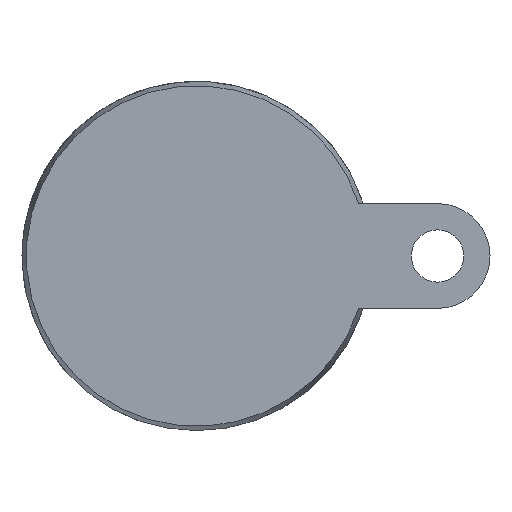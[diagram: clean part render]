
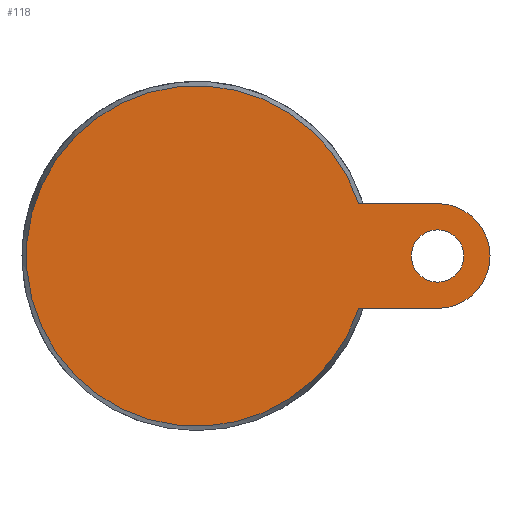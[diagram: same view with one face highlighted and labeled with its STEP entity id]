
A CAD part, front view. The second image highlights one B-rep face of the part: STEP entity #118.
In plain terms, the highlighted planar face has unit normal (0, -1, 0).
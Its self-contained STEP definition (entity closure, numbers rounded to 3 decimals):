
#118 = ADVANCED_FACE( '', ( #257, #258 ), #259, .F. );
#257 = FACE_BOUND( '', #448, .T. );
#258 = FACE_OUTER_BOUND( '', #449, .T. );
#259 = PLANE( '', #450 );
#448 = EDGE_LOOP( '', ( #703 ) );
#449 = EDGE_LOOP( '', ( #704, #705, #706, #707 ) );
#450 = AXIS2_PLACEMENT_3D( '', #708, #709, #710 );
#703 = ORIENTED_EDGE( '', *, *, #936, .T. );
#704 = ORIENTED_EDGE( '', *, *, #871, .F. );
#705 = ORIENTED_EDGE( '', *, *, #937, .T. );
#706 = ORIENTED_EDGE( '', *, *, #877, .F. );
#707 = ORIENTED_EDGE( '', *, *, #851, .F. );
#708 = CARTESIAN_POINT( '', ( 48.75, 0., 0. ) );
#709 = DIRECTION( '', ( 0., 1., 0. ) );
#710 = DIRECTION( '', ( 0., 0., 1. ) );
#851 = EDGE_CURVE( '', #977, #978, #979, .T. );
#871 = EDGE_CURVE( '', #1011, #977, #1013, .T. );
#877 = EDGE_CURVE( '', #978, #1021, #1022, .T. );
#936 = EDGE_CURVE( '', #1106, #1106, #1107, .T. );
#937 = EDGE_CURVE( '', #1011, #1021, #1108, .T. );
#977 = VERTEX_POINT( '', #1155 );
#978 = VERTEX_POINT( '', #1156 );
#979 = CIRCLE( '', #1157, 15. );
#1011 = VERTEX_POINT( '', #1238 );
#1013 = LINE( '', #1243, #1244 );
#1021 = VERTEX_POINT( '', #1264 );
#1022 = LINE( '', #1265, #1266 );
#1106 = VERTEX_POINT( '', #1439 );
#1107 = CIRCLE( '', #1440, 7.5 );
#1108 = CIRCLE( '', #1441, 48.75 );
#1155 = CARTESIAN_POINT( '', ( 69., 0., 15. ) );
#1156 = CARTESIAN_POINT( '', ( 69., 0., -15. ) );
#1157 = AXIS2_PLACEMENT_3D( '', #1527, #1528, #1529 );
#1238 = CARTESIAN_POINT( '', ( 46.385, 0., 15. ) );
#1243 = CARTESIAN_POINT( '', ( 0., 0., 15. ) );
#1244 = VECTOR( '', #1544, 1000. );
#1264 = CARTESIAN_POINT( '', ( 46.385, 0., -15. ) );
#1265 = CARTESIAN_POINT( '', ( 69., 0., -15. ) );
#1266 = VECTOR( '', #1548, 1000. );
#1439 = CARTESIAN_POINT( '', ( 76.5, 0., 0. ) );
#1440 = AXIS2_PLACEMENT_3D( '', #1618, #1619, #1620 );
#1441 = AXIS2_PLACEMENT_3D( '', #1621, #1622, #1623 );
#1527 = CARTESIAN_POINT( '', ( 69., 0., 0. ) );
#1528 = DIRECTION( '', ( 0., 1., 0. ) );
#1529 = DIRECTION( '', ( 1., 0., 0. ) );
#1544 = DIRECTION( '', ( 1., 0., 0. ) );
#1548 = DIRECTION( '', ( -1., 0., 0. ) );
#1618 = CARTESIAN_POINT( '', ( 69., 0., 0. ) );
#1619 = DIRECTION( '', ( 0., 1., 0. ) );
#1620 = DIRECTION( '', ( 1., 0., 0. ) );
#1621 = CARTESIAN_POINT( '', ( 0., 0., 0. ) );
#1622 = DIRECTION( '', ( 0., -1., 0. ) );
#1623 = DIRECTION( '', ( 0., 0., -1. ) );
